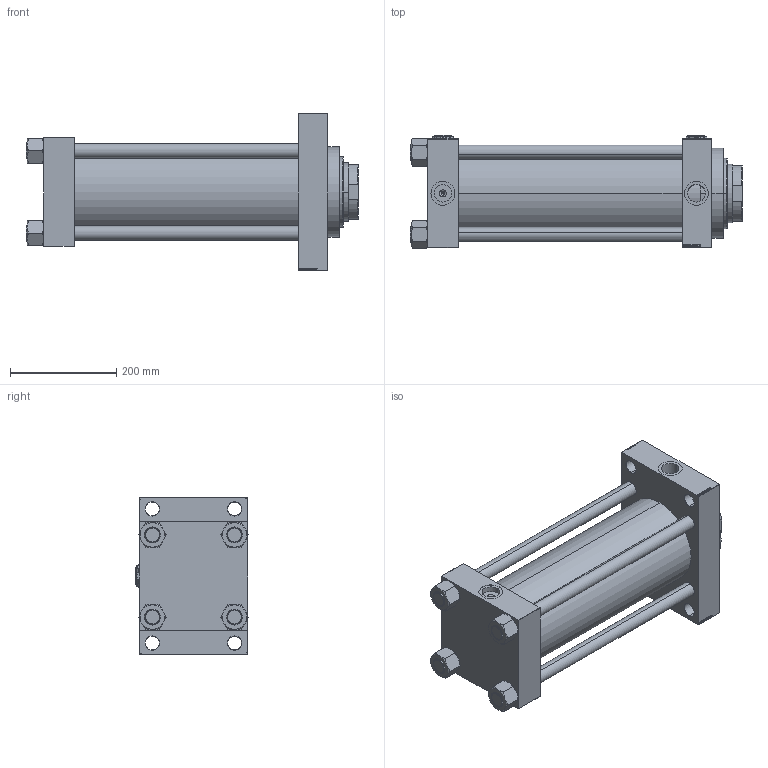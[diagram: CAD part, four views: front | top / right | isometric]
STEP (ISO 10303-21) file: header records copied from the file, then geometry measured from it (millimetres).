
FILE_DESCRIPTION (( 'STEP AP203' ), '1' );
FILE_NAME ('5bcf.STEP', '2022-04-16T12:37:32', ( '' ), ( '' ), 'SwSTEP 2.0', 'SolidWorks 2019', '' );
FILE_SCHEMA (( 'CONFIG_CONTROL_DESIGN' ));
Length unit declared in the file: millimetre
Products named in the file (7): Zatka_pro_OIL_PORT 13e5891fd46af903092fec7cf9198508; V215CR_VCP_D 13e5891fd46af903092fec7cf9198508; 5bcf; V215_VC_A 13e5891fd46af903092fec7cf9198508; V215CR_D_TYCINKA 13e5891fd46af903092fec7cf9198508; V215CR_D_Body 13e5891fd46af903092fec7cf9198508; NUT_M5_D 13e5891fd46af903092fec7cf9198508
Assembly tree (13 placements, depth 2):
  5bcf
    V215CR_D_Body 13e5891fd46af903092fec7cf9198508
    V215CR_VCP_D 13e5891fd46af903092fec7cf9198508
    NUT_M5_D 13e5891fd46af903092fec7cf9198508  x4
    V215CR_D_TYCINKA 13e5891fd46af903092fec7cf9198508  x4
    V215_VC_A 13e5891fd46af903092fec7cf9198508
    Zatka_pro_OIL_PORT 13e5891fd46af903092fec7cf9198508  x2
Bounding box: 626 x 213.57 x 297 mm (x, y, z)
Volume: 12492991.2 mm3; surface area: 1354594 mm2
Topology: 13 solids, 13 shells, 1260 faces, 3162 edges, 2046 vertices
Faces by surface type: plane 595, bspline 368, cone 186, cylinder 103, torus 8
Entity records: 50129 total; most frequent: CARTESIAN_POINT 25979, ORIENTED_EDGE 5396, DIRECTION 3576, EDGE_CURVE 2698, VERTEX_POINT 1766, LINE 1570, VECTOR 1570, EDGE_LOOP 1202
